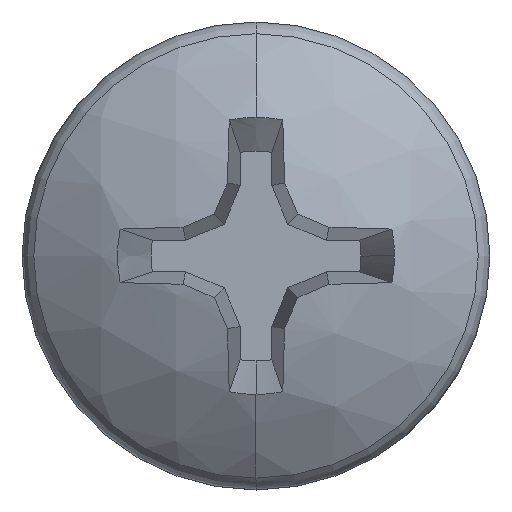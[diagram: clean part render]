
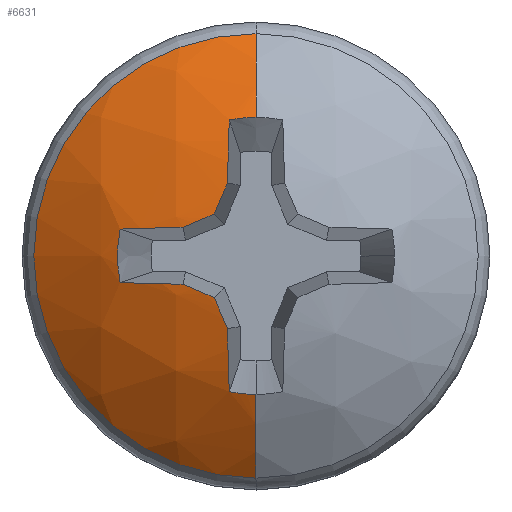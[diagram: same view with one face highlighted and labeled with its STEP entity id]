
A CAD part, top view. The second image highlights one B-rep face of the part: STEP entity #6631.
In plain terms, the highlighted spherical face has radius 5.936 mm.
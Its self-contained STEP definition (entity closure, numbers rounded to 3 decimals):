
#593 = EDGE_LOOP ( 'NONE', ( #3085, #3090, #3097, #3093, #3071, #3091, #3112, #3116, #3099, #3066, #3075, #3109, #3064, #3108 ) ) ;
#856 = SPHERICAL_SURFACE ( 'NONE', #7801, 5.936 ) ;
#857 = FACE_OUTER_BOUND ( 'NONE', #593, .T. ) ;
#1040 = CIRCLE ( 'NONE', #7888, 5.936 ) ;
#1044 = CIRCLE ( 'NONE', #7889, 2.368 ) ;
#1193 = CIRCLE ( 'NONE', #7891, 5.936 ) ;
#1199 = CIRCLE ( 'NONE', #7894, 5.921 ) ;
#1216 = CIRCLE ( 'NONE', #7898, 2.368 ) ;
#1218 = CIRCLE ( 'NONE', #7897, 3.799 ) ;
#1221 = CIRCLE ( 'NONE', #7900, 5.921 ) ;
#1342 = CIRCLE ( 'NONE', #7904, 2.368 ) ;
#1344 = CIRCLE ( 'NONE', #7907, 5.936 ) ;
#1345 = CIRCLE ( 'NONE', #7906, 5.936 ) ;
#1379 = CIRCLE ( 'NONE', #7910, 5.936 ) ;
#1382 = CIRCLE ( 'NONE', #7913, 5.921 ) ;
#1422 = CIRCLE ( 'NONE', #7914, 5.921 ) ;
#1432 = CIRCLE ( 'NONE', #7917, 5.936 ) ;
#1823 = CARTESIAN_POINT ( 'NONE',  ( 0.019, 0., 22.165 ) ) ;
#1824 = DIRECTION ( 'NONE',  ( 0.996, 0., 0.087 ) ) ;
#1825 = DIRECTION ( 'NONE',  ( 0.087, 0., -0.996 ) ) ;
#1834 = CARTESIAN_POINT ( 'NONE',  ( -0.386, 0.16, 22.127 ) ) ;
#1835 = DIRECTION ( 'NONE',  ( 0.92, -0.381, 0.087 ) ) ;
#1836 = DIRECTION ( 'NONE',  ( 0.383, 0.924, 0. ) ) ;
#2070 = CARTESIAN_POINT ( 'NONE',  ( 0., 0., 26.725 ) ) ;
#2071 = DIRECTION ( 'NONE',  ( 0., 0., 1. ) ) ;
#2072 = DIRECTION ( 'NONE',  ( 0., -1., 0. ) ) ;
#2073 = CARTESIAN_POINT ( 'NONE',  ( 0., 0., 27.607 ) ) ;
#2074 = DIRECTION ( 'NONE',  ( 0., 0., 1. ) ) ;
#2075 = DIRECTION ( 'NONE',  ( -1., 0., 0. ) ) ;
#2079 = CARTESIAN_POINT ( 'NONE',  ( -0.16, 0.386, 22.127 ) ) ;
#2080 = DIRECTION ( 'NONE',  ( 0.381, -0.92, 0.087 ) ) ;
#2081 = DIRECTION ( 'NONE',  ( 0.924, 0.383, 0. ) ) ;
#2453 = CARTESIAN_POINT ( 'NONE',  ( 0., 0., 27.607 ) ) ;
#2454 = DIRECTION ( 'NONE',  ( 0., 0., 1. ) ) ;
#2455 = DIRECTION ( 'NONE',  ( -1., 0., 0. ) ) ;
#2459 = CARTESIAN_POINT ( 'NONE',  ( 0., 0., 22.164 ) ) ;
#2460 = DIRECTION ( 'NONE',  ( 1., 0., 0. ) ) ;
#2461 = DIRECTION ( 'NONE',  ( 0., 0., -1. ) ) ;
#2463 = CARTESIAN_POINT ( 'NONE',  ( 0., 0., 22.164 ) ) ;
#2464 = DIRECTION ( 'NONE',  ( -1., 0., 0. ) ) ;
#2465 = DIRECTION ( 'NONE',  ( 0., -1., 0. ) ) ;
#2629 = DIRECTION ( 'NONE',  ( 0., 1., 0. ) ) ;
#2635 = CARTESIAN_POINT ( 'NONE',  ( 0., 0., 22.164 ) ) ;
#2637 = DIRECTION ( 'NONE',  ( -1., 0., 0. ) ) ;
#3064 = ORIENTED_EDGE ( 'NONE', *, *, #7510, .F. ) ;
#3066 = ORIENTED_EDGE ( 'NONE', *, *, #7512, .F. ) ;
#3071 = ORIENTED_EDGE ( 'NONE', *, *, #7643, .F. ) ;
#3075 = ORIENTED_EDGE ( 'NONE', *, *, #7478, .F. ) ;
#3085 = ORIENTED_EDGE ( 'NONE', *, *, #7509, .T. ) ;
#3090 = ORIENTED_EDGE ( 'NONE', *, *, #7610, .T. ) ;
#3091 = ORIENTED_EDGE ( 'NONE', *, *, #9245, .F. ) ;
#3093 = ORIENTED_EDGE ( 'NONE', *, *, #7475, .F. ) ;
#3097 = ORIENTED_EDGE ( 'NONE', *, *, #7443, .F. ) ;
#3099 = ORIENTED_EDGE ( 'NONE', *, *, #7640, .F. ) ;
#3108 = ORIENTED_EDGE ( 'NONE', *, *, #7609, .F. ) ;
#3109 = ORIENTED_EDGE ( 'NONE', *, *, #9249, .F. ) ;
#3112 = ORIENTED_EDGE ( 'NONE', *, *, #7441, .F. ) ;
#3116 = ORIENTED_EDGE ( 'NONE', *, *, #7607, .F. ) ;
#3574 = CARTESIAN_POINT ( 'NONE',  ( 0., 0.019, 22.165 ) ) ;
#3575 = DIRECTION ( 'NONE',  ( 0., 0.996, 0.087 ) ) ;
#3576 = DIRECTION ( 'NONE',  ( 0., -0.087, 0.996 ) ) ;
#3581 = CARTESIAN_POINT ( 'NONE',  ( 0., 0., 27.607 ) ) ;
#3582 = DIRECTION ( 'NONE',  ( 0., 0., 1. ) ) ;
#3583 = DIRECTION ( 'NONE',  ( 0., 1., 0. ) ) ;
#4887 = CARTESIAN_POINT ( 'NONE',  ( 0., -0.019, 22.165 ) ) ;
#4888 = DIRECTION ( 'NONE',  ( 0., -0.996, 0.087 ) ) ;
#4889 = DIRECTION ( 'NONE',  ( 0., -0.087, -0.996 ) ) ;
#4900 = CARTESIAN_POINT ( 'NONE',  ( -0.386, -0.16, 22.127 ) ) ;
#4901 = DIRECTION ( 'NONE',  ( 0.92, 0.381, 0.087 ) ) ;
#4902 = DIRECTION ( 'NONE',  ( -0.383, 0.924, 0. ) ) ;
#5450 = CARTESIAN_POINT ( 'NONE',  ( 0., 2.368, 27.607 ) ) ;
#5451 = CARTESIAN_POINT ( 'NONE',  ( -0.457, 2.323, 27.607 ) ) ;
#5452 = CARTESIAN_POINT ( 'NONE',  ( -0.487, 1.247, 27.947 ) ) ;
#5453 = CARTESIAN_POINT ( 'NONE',  ( -0.714, 0.714, 28.014 ) ) ;
#5454 = CARTESIAN_POINT ( 'NONE',  ( -1.247, 0.487, 27.947 ) ) ;
#5455 = CARTESIAN_POINT ( 'NONE',  ( -2.323, 0.457, 27.607 ) ) ;
#5456 = CARTESIAN_POINT ( 'NONE',  ( -0.714, -0.714, 28.014 ) ) ;
#5457 = CARTESIAN_POINT ( 'NONE',  ( -2.323, -0.457, 27.607 ) ) ;
#5458 = CARTESIAN_POINT ( 'NONE',  ( -1.247, -0.487, 27.947 ) ) ;
#5459 = CARTESIAN_POINT ( 'NONE',  ( 0., 3.799, 26.725 ) ) ;
#5460 = CARTESIAN_POINT ( 'NONE',  ( 0., -3.799, 26.725 ) ) ;
#5462 = CARTESIAN_POINT ( 'NONE',  ( -0.487, -1.247, 27.947 ) ) ;
#5469 = CARTESIAN_POINT ( 'NONE',  ( 0., -2.368, 27.607 ) ) ;
#5473 = CARTESIAN_POINT ( 'NONE',  ( -0.457, -2.323, 27.607 ) ) ;
#5502 = CARTESIAN_POINT ( 'NONE',  ( -0.16, -0.386, 22.127 ) ) ;
#5503 = DIRECTION ( 'NONE',  ( 0.381, 0.92, 0.087 ) ) ;
#5504 = DIRECTION ( 'NONE',  ( -0.924, 0.383, 0. ) ) ;
#5514 = CARTESIAN_POINT ( 'NONE',  ( 0.019, 0., 22.165 ) ) ;
#5515 = DIRECTION ( 'NONE',  ( 0.996, 0., 0.087 ) ) ;
#5516 = DIRECTION ( 'NONE',  ( 0.087, 0., -0.996 ) ) ;
#6631 = ADVANCED_FACE ( 'NONE', ( #857 ), #856, .T. ) ;
#7441 = EDGE_CURVE ( 'NONE', #8791, #8792, #1040, .T. ) ;
#7443 = EDGE_CURVE ( 'NONE', #8807, #8803, #1044, .T. ) ;
#7475 = EDGE_CURVE ( 'NONE', #8796, #8807, #1193, .T. ) ;
#7478 = EDGE_CURVE ( 'NONE', #8786, #8787, #1199, .T. ) ;
#7509 = EDGE_CURVE ( 'NONE', #8793, #8794, #1218, .T. ) ;
#7510 = EDGE_CURVE ( 'NONE', #8784, #8785, #1216, .T. ) ;
#7512 = EDGE_CURVE ( 'NONE', #8787, #8788, #1221, .T. ) ;
#7607 = EDGE_CURVE ( 'NONE', #8789, #8791, #1342, .T. ) ;
#7609 = EDGE_CURVE ( 'NONE', #8793, #8784, #1345, .T. ) ;
#7610 = EDGE_CURVE ( 'NONE', #8794, #8803, #1344, .T. ) ;
#7640 = EDGE_CURVE ( 'NONE', #8788, #8789, #1379, .T. ) ;
#7643 = EDGE_CURVE ( 'NONE', #8790, #8796, #1382, .T. ) ;
#7801 = AXIS2_PLACEMENT_3D ( 'NONE', #2635, #2637, #2629 ) ;
#7888 = AXIS2_PLACEMENT_3D ( 'NONE', #3574, #3575, #3576 ) ;
#7889 = AXIS2_PLACEMENT_3D ( 'NONE', #3581, #3582, #3583 ) ;
#7891 = AXIS2_PLACEMENT_3D ( 'NONE', #1823, #1824, #1825 ) ;
#7894 = AXIS2_PLACEMENT_3D ( 'NONE', #1834, #1835, #1836 ) ;
#7897 = AXIS2_PLACEMENT_3D ( 'NONE', #2070, #2071, #2072 ) ;
#7898 = AXIS2_PLACEMENT_3D ( 'NONE', #2073, #2074, #2075 ) ;
#7900 = AXIS2_PLACEMENT_3D ( 'NONE', #2079, #2080, #2081 ) ;
#7904 = AXIS2_PLACEMENT_3D ( 'NONE', #2453, #2454, #2455 ) ;
#7906 = AXIS2_PLACEMENT_3D ( 'NONE', #2459, #2460, #2461 ) ;
#7907 = AXIS2_PLACEMENT_3D ( 'NONE', #2463, #2464, #2465 ) ;
#7910 = AXIS2_PLACEMENT_3D ( 'NONE', #4887, #4888, #4889 ) ;
#7913 = AXIS2_PLACEMENT_3D ( 'NONE', #4900, #4901, #4902 ) ;
#7914 = AXIS2_PLACEMENT_3D ( 'NONE', #5502, #5503, #5504 ) ;
#7917 = AXIS2_PLACEMENT_3D ( 'NONE', #5514, #5515, #5516 ) ;
#8784 = VERTEX_POINT ( 'NONE', #5450 ) ;
#8785 = VERTEX_POINT ( 'NONE', #5451 ) ;
#8786 = VERTEX_POINT ( 'NONE', #5452 ) ;
#8787 = VERTEX_POINT ( 'NONE', #5453 ) ;
#8788 = VERTEX_POINT ( 'NONE', #5454 ) ;
#8789 = VERTEX_POINT ( 'NONE', #5455 ) ;
#8790 = VERTEX_POINT ( 'NONE', #5456 ) ;
#8791 = VERTEX_POINT ( 'NONE', #5457 ) ;
#8792 = VERTEX_POINT ( 'NONE', #5458 ) ;
#8793 = VERTEX_POINT ( 'NONE', #5459 ) ;
#8794 = VERTEX_POINT ( 'NONE', #5460 ) ;
#8796 = VERTEX_POINT ( 'NONE', #5462 ) ;
#8803 = VERTEX_POINT ( 'NONE', #5469 ) ;
#8807 = VERTEX_POINT ( 'NONE', #5473 ) ;
#9245 = EDGE_CURVE ( 'NONE', #8792, #8790, #1422, .T. ) ;
#9249 = EDGE_CURVE ( 'NONE', #8785, #8786, #1432, .T. ) ;
